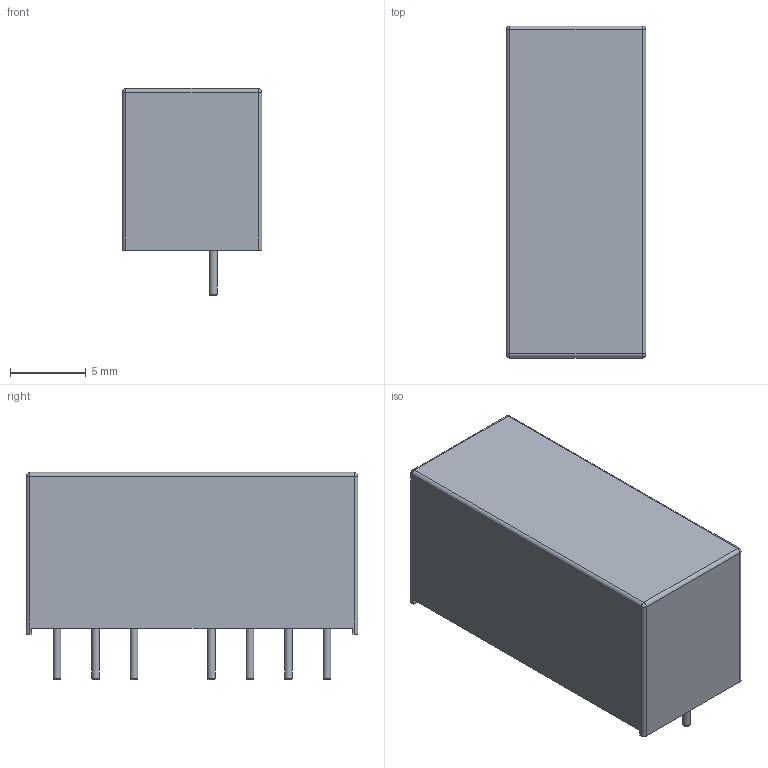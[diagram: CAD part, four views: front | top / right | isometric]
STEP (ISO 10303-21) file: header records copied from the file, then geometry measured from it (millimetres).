
FILE_DESCRIPTION(/* description */ ('model of Converter_DCDC_XP_POWER-ITxxxxxS_THT'),/* implementation_level */ '2;1');
FILE_NAME(/* name */ 'Converter_DCDC_XP_POWER-ITxxxxxS_THT.step',/* time_stamp */ '2019-01-20T11:53:38',/* author */ ('kicad StepUp','ksu'),/* organization */ ('FreeCAD'),/* preprocessor_version */ 'OCC',/* originating_system */ 'kicad StepUp',/* authorisation */ '');
FILE_SCHEMA(('AUTOMOTIVE_DESIGN { 1 0 10303 214 1 1 1 1 }'));
Length unit declared in the file: millimetre
Products named in the file (1): Converter_DCDC_XP_POWER_ITxxxxxS_THT
Bounding box: 9.2 x 21.85 x 13.65 mm (x, y, z)
Volume: 2070.4 mm3; surface area: 1079.7 mm2
Topology: 1 solids, 1 shells, 43 faces, 87 edges, 49 vertices
Faces by surface type: plane 17, cylinder 15, torus 7, sphere 4
Full cylindrical faces by diameter (mm): 0.5 x7
Entity records: 1369 total; most frequent: CARTESIAN_POINT 241, PCURVE 162, ORIENTED_EDGE 135, AXIS2_PLACEMENT_3D 84, EDGE_CURVE 83, LINE 76, DEFINITIONAL_REPRESENTATION 72, SURFACE_CURVE 67
